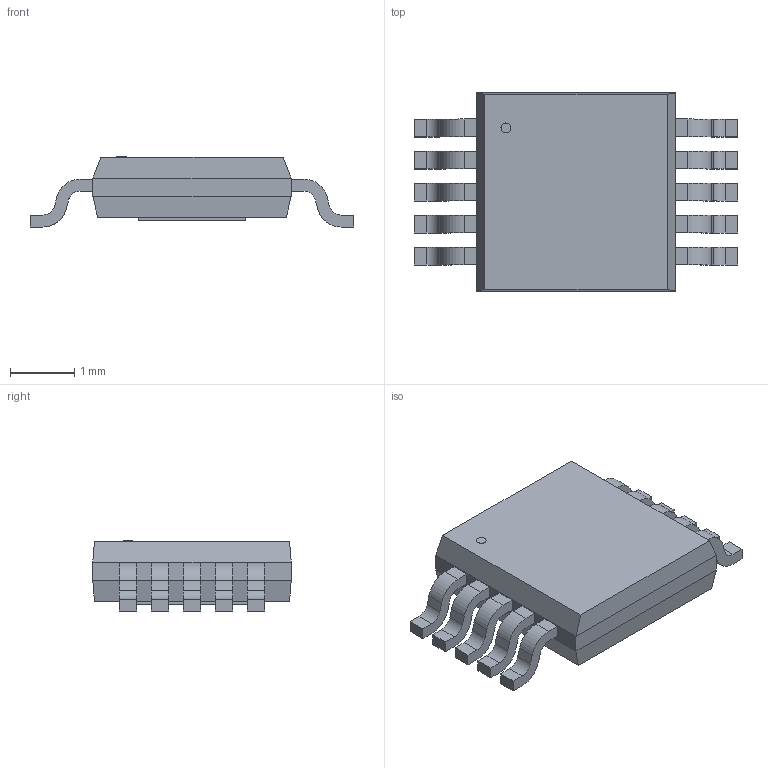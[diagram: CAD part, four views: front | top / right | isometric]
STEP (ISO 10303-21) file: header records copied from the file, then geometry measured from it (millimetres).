
FILE_DESCRIPTION (( 'STEP AP214' ), '1' );
FILE_NAME ('LTC3290EMSE#PBF.STEP', '2024-03-13T05:33:09', ( '' ), ( '' ), 'SwSTEP 2.0', 'SolidWorks 2016', '' );
FILE_SCHEMA (( 'AUTOMOTIVE_DESIGN' ));
Length unit declared in the file: millimetre
Products named in the file (1): LTC3290EMSE#PBF
Bounding box: 5.05 x 3.1 x 1.09 mm (x, y, z)
Volume: 9.6 mm3; surface area: 49.1 mm2
Topology: 13 solids, 13 shells, 164 faces, 406 edges, 268 vertices
Faces by surface type: plane 122, cylinder 42
Entity records: 5147 total; most frequent: CARTESIAN_POINT 1334, ORIENTED_EDGE 812, DIRECTION 645, EDGE_CURVE 406, VERTEX_POINT 268, AXIS2_PLACEMENT_3D 219, LINE 207, VECTOR 207
